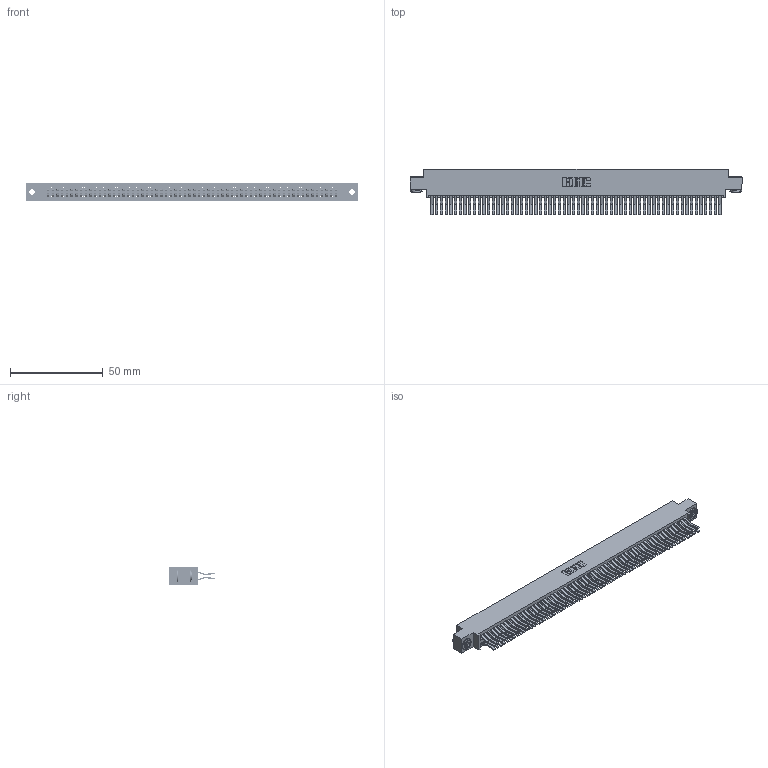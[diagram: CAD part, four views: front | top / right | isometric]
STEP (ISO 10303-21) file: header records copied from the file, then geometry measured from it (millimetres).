
FILE_DESCRIPTION (( 'STEP AP203' ), '1' );
FILE_NAME ('345-124-560-803.STEP', '2018-10-19T12:02:52', ( '' ), ( '' ), 'SwSTEP 2.0', 'SolidWorks 2016', '' );
FILE_SCHEMA (( 'CONFIG_CONTROL_DESIGN' ));
Length unit declared in the file: inch
Products named in the file (4): 345-250-002_345-250-002-102; 345-124-560-803; 345 Part_0.170 Offset - 0.156 Dia-TH; 345-292-001_560 Tail
Assembly tree (127 placements, depth 2):
  345-124-560-803
    345 Part_0.170 Offset - 0.156 Dia-TH
    345-292-001_560 Tail  x124
    345-250-002_345-250-002-102  x2
Bounding box: 178.69 x 24.45 x 9.4 mm (x, y, z)
Volume: 18262.5 mm3; surface area: 29821.1 mm2
Topology: 127 solids, 127 shells, 6616 faces, 19649 edges, 12930 vertices
Faces by surface type: plane 4186, cylinder 2422, cone 8
Entity records: 46824 total; most frequent: CARTESIAN_POINT 7807, ORIENTED_EDGE 7734, DIRECTION 6893, EDGE_CURVE 3867, VECTOR 3459, LINE 3459, VERTEX_POINT 2574, AXIS2_PLACEMENT_3D 1717
